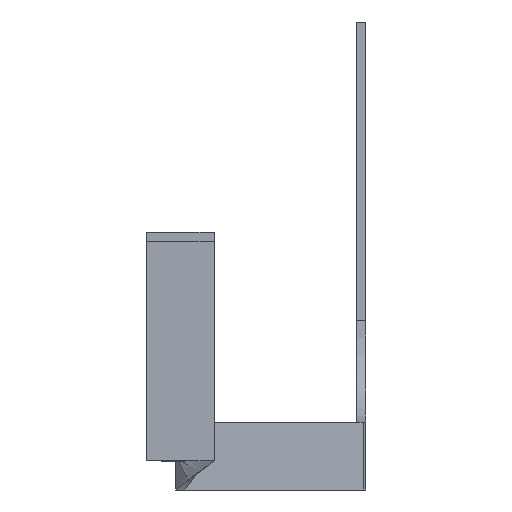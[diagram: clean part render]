
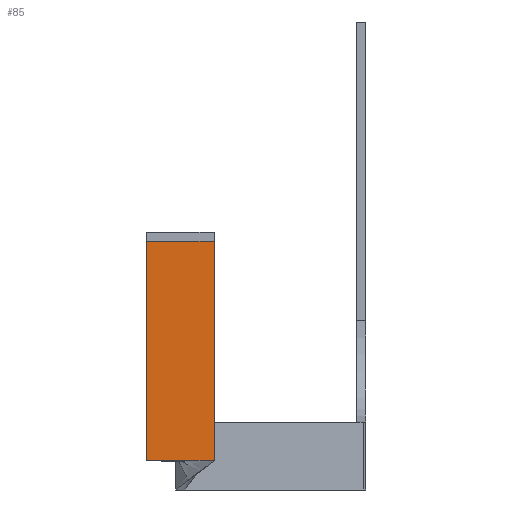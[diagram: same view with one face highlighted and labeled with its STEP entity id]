
A CAD part, front view. The second image highlights one B-rep face of the part: STEP entity #85.
In plain terms, the highlighted planar face has unit normal (0, -1, 0).
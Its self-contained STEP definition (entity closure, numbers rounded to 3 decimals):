
#27 = DIRECTION ( 'NONE',  ( -1., 0., 0. ) ) ;
#51 = CARTESIAN_POINT ( 'NONE',  ( -63., -317.5, -97. ) ) ;
#76 = CARTESIAN_POINT ( 'NONE',  ( -63., -317.5, -194. ) ) ;
#85 = ADVANCED_FACE ( 'NONE', ( #873 ), #395, .T. ) ;
#109 = CARTESIAN_POINT ( 'NONE',  ( -93., -317.5, -194. ) ) ;
#158 = ORIENTED_EDGE ( 'NONE', *, *, #891, .F. ) ;
#183 = EDGE_CURVE ( 'NONE', #994, #1080, #782, .T. ) ;
#199 = VECTOR ( 'NONE', #1025, 1000. ) ;
#240 = ORIENTED_EDGE ( 'NONE', *, *, #183, .F. ) ;
#278 = VECTOR ( 'NONE', #451, 1000. ) ;
#362 = CARTESIAN_POINT ( 'NONE',  ( -93., -317.5, -194. ) ) ;
#370 = VECTOR ( 'NONE', #656, 1000. ) ;
#395 = PLANE ( 'NONE',  #495 ) ;
#401 = LINE ( 'NONE', #76, #370 ) ;
#415 = CARTESIAN_POINT ( 'NONE',  ( -63., -317.5, -194. ) ) ;
#451 = DIRECTION ( 'NONE',  ( -1., 0., 0. ) ) ;
#495 = AXIS2_PLACEMENT_3D ( 'NONE', #415, #618, #854 ) ;
#517 = ORIENTED_EDGE ( 'NONE', *, *, #924, .T. ) ;
#582 = VECTOR ( 'NONE', #27, 1000. ) ;
#618 = DIRECTION ( 'NONE',  ( 0., -1., 0. ) ) ;
#627 = CARTESIAN_POINT ( 'NONE',  ( -93., -317.5, -97. ) ) ;
#656 = DIRECTION ( 'NONE',  ( 0., 0., 1. ) ) ;
#658 = CARTESIAN_POINT ( 'NONE',  ( -63., -317.5, -194. ) ) ;
#670 = EDGE_LOOP ( 'NONE', ( #158, #240, #517, #1049 ) ) ;
#677 = LINE ( 'NONE', #109, #199 ) ;
#782 = LINE ( 'NONE', #658, #582 ) ;
#852 = CARTESIAN_POINT ( 'NONE',  ( -63., -317.5, -97. ) ) ;
#854 = DIRECTION ( 'NONE',  ( 1., 0., 0. ) ) ;
#873 = FACE_OUTER_BOUND ( 'NONE', #670, .T. ) ;
#891 = EDGE_CURVE ( 'NONE', #1080, #1134, #677, .T. ) ;
#924 = EDGE_CURVE ( 'NONE', #994, #1024, #401, .T. ) ;
#994 = VERTEX_POINT ( 'NONE', #1186 ) ;
#1019 = LINE ( 'NONE', #51, #278 ) ;
#1024 = VERTEX_POINT ( 'NONE', #852 ) ;
#1025 = DIRECTION ( 'NONE',  ( 0., 0., 1. ) ) ;
#1049 = ORIENTED_EDGE ( 'NONE', *, *, #1118, .T. ) ;
#1080 = VERTEX_POINT ( 'NONE', #362 ) ;
#1118 = EDGE_CURVE ( 'NONE', #1024, #1134, #1019, .T. ) ;
#1134 = VERTEX_POINT ( 'NONE', #627 ) ;
#1186 = CARTESIAN_POINT ( 'NONE',  ( -63., -317.5, -194. ) ) ;
